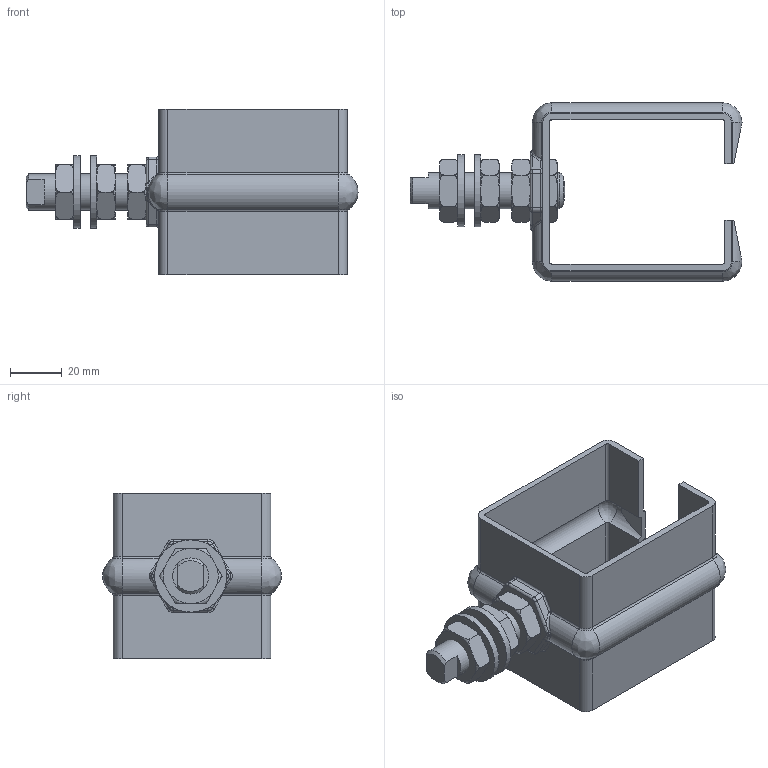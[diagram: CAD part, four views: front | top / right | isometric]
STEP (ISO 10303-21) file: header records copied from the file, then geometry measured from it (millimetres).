
FILE_DESCRIPTION(/* description */ ('Support Enveloppant Tige Courte'),/* implementation_level */ '2;1');
FILE_NAME(/* name */ '6256.stp',/* time_stamp */ '2020-03-27T12:06:36+01:00',/* author */ ('Lionel'),/* organization */ (''),/* preprocessor_version */ 'ST-DEVELOPER v17.2',/* originating_system */ 'Autodesk Inventor 2019',/* authorisation */ '');
FILE_SCHEMA (('AUTOMOTIVE_DESIGN { 1 0 10303 214 3 1 1 }'));
Length unit declared in the file: millimetre
Products named in the file (5): 6256; 6256N; 14977; 15742; 06014
Assembly tree (8 placements, depth 2):
  6256
    6256N
    14977
    15742  x2
    06014  x4
Bounding box: 128.63 x 69.25 x 64 mm (x, y, z)
Volume: 58813.5 mm3; surface area: 43899.6 mm2
Topology: 8 solids, 8 shells, 283 faces, 709 edges, 437 vertices
Faces by surface type: cylinder 88, plane 87, torus 64, bspline 40, cone 4
Full cylindrical faces by diameter (mm): 11.835 x4, 14 x2, 14.2 x2, 28 x2
Entity records: 7506 total; most frequent: CARTESIAN_POINT 2329, DIRECTION 1079, ORIENTED_EDGE 1042, EDGE_CURVE 521, AXIS2_PLACEMENT_3D 434, VERTEX_POINT 312, EDGE_LOOP 221, FACE_OUTER_BOUND 216
